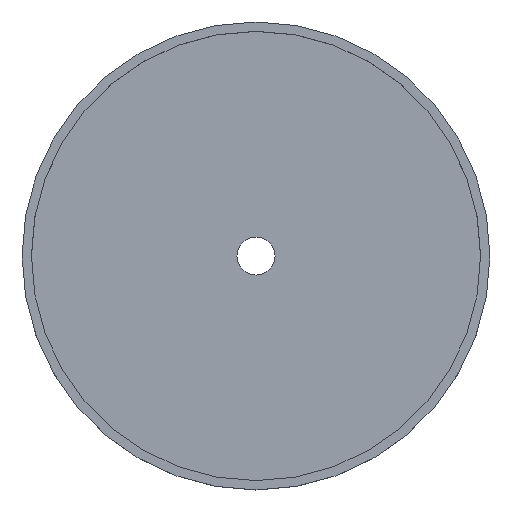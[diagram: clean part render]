
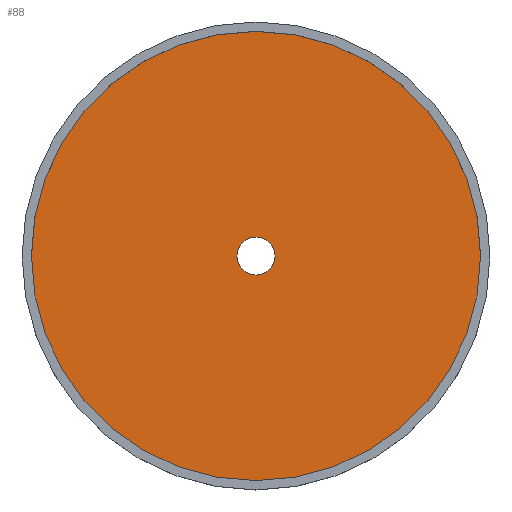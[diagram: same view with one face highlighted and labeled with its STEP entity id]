
A CAD part, top view. The second image highlights one B-rep face of the part: STEP entity #88.
In plain terms, the highlighted planar face has unit normal (0, 0, 1).
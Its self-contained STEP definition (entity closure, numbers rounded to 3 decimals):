
#16=FACE_BOUND('',#33,.T.);
#19=PLANE('',#123);
#25=FACE_OUTER_BOUND('',#32,.T.);
#32=EDGE_LOOP('',(#77));
#33=EDGE_LOOP('',(#78));
#43=CIRCLE('',#115,36.);
#45=CIRCLE('',#119,3.05);
#49=VERTEX_POINT('',#158);
#51=VERTEX_POINT('',#165);
#56=EDGE_CURVE('',#49,#49,#43,.T.);
#58=EDGE_CURVE('',#51,#51,#45,.T.);
#77=ORIENTED_EDGE('',*,*,#56,.T.);
#78=ORIENTED_EDGE('',*,*,#58,.T.);
#88=ADVANCED_FACE('',(#25,#16),#19,.T.);
#115=AXIS2_PLACEMENT_3D('',#160,#132,#133);
#119=AXIS2_PLACEMENT_3D('',#166,#140,#141);
#123=AXIS2_PLACEMENT_3D('',#174,#150,#151);
#132=DIRECTION('center_axis',(0.,0.,1.));
#133=DIRECTION('ref_axis',(-1.,0.,0.));
#140=DIRECTION('center_axis',(0.,0.,-1.));
#141=DIRECTION('ref_axis',(-1.,0.,0.));
#150=DIRECTION('center_axis',(0.,0.,1.));
#151=DIRECTION('ref_axis',(1.,0.,0.));
#158=CARTESIAN_POINT('',(36.,0.,1.));
#160=CARTESIAN_POINT('Origin',(0.,0.,1.));
#165=CARTESIAN_POINT('',(3.05,0.,1.));
#166=CARTESIAN_POINT('Origin',(0.,0.,1.));
#174=CARTESIAN_POINT('Origin',(0.,0.,1.));
